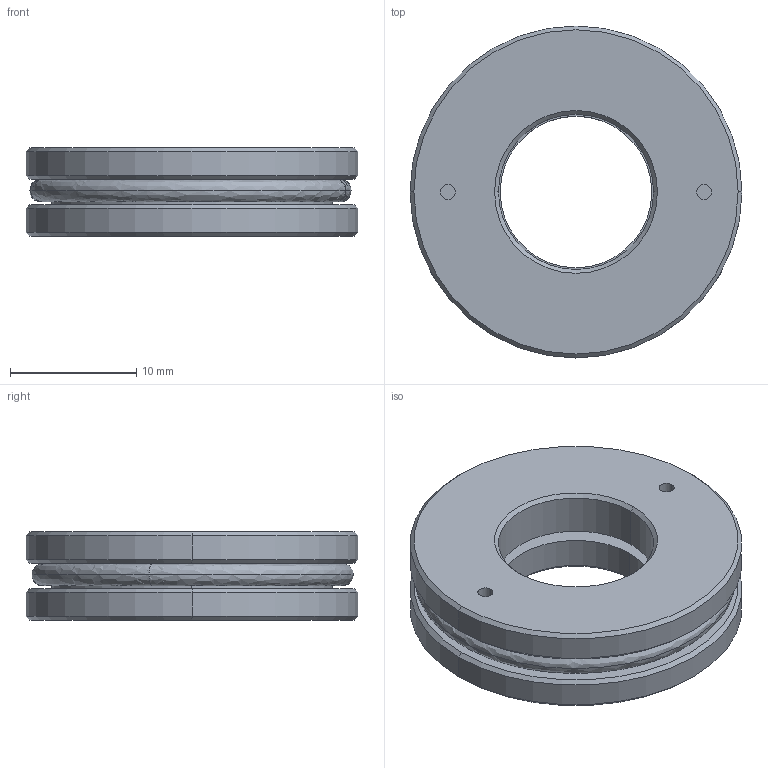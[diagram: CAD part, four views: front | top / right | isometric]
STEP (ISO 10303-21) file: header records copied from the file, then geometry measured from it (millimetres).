
FILE_DESCRIPTION (( 'STEP AP203' ), '1' );
FILE_NAME ('TA1-M12A.STEP', '2025-11-06T05:27:55', ( '' ), ( '' ), 'SwSTEP 2.0', 'SolidWorks 2020', '' );
FILE_SCHEMA (( 'CONFIG_CONTROL_DESIGN' ));
Length unit declared in the file: millimetre
Products named in the file (1): TA1-M12A
Bounding box: 26.29 x 26.29 x 7 mm (x, y, z)
Volume: 2765.2 mm3; surface area: 2539.3 mm2
Topology: 2 solids, 2 shells, 344 faces, 926 edges, 612 vertices
Faces by surface type: plane 249, bspline 63, cylinder 20, cone 12
Entity records: 12859 total; most frequent: CARTESIAN_POINT 4506, ORIENTED_EDGE 1852, DIRECTION 1432, EDGE_CURVE 926, LINE 748, VECTOR 748, VERTEX_POINT 612, EDGE_LOOP 374
